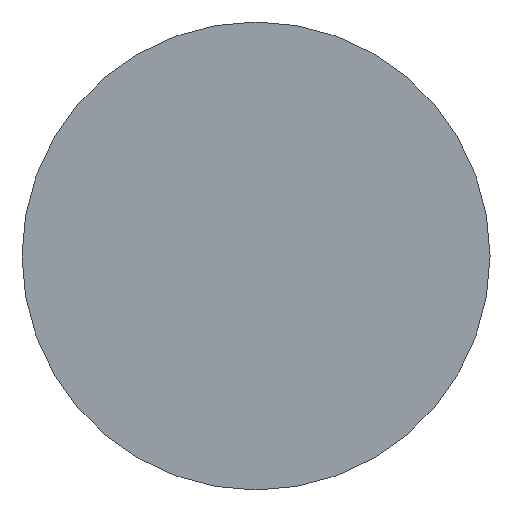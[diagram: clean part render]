
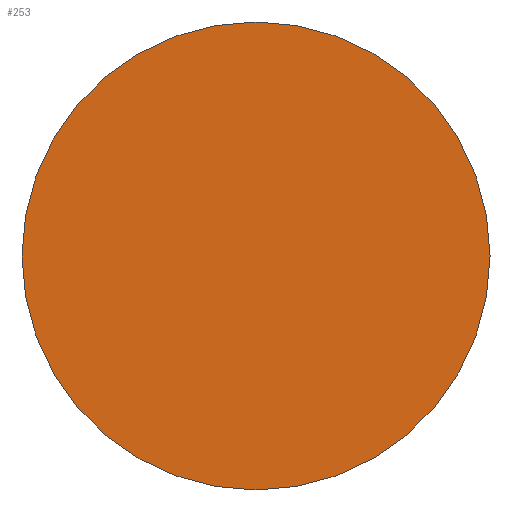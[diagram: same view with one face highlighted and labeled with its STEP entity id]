
A CAD part, front view. The second image highlights one B-rep face of the part: STEP entity #253.
In plain terms, the highlighted planar face has unit normal (0, -1, 0).
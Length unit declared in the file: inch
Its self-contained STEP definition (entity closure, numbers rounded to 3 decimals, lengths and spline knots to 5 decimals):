
#5 = DIRECTION ( 'NONE',  ( 0., -1., 0. ) ) ;
#7 = EDGE_LOOP ( 'NONE', ( #218, #278 ) ) ;
#50 = AXIS2_PLACEMENT_3D ( 'NONE', #406, #330, #426 ) ;
#63 = CARTESIAN_POINT ( 'NONE',  ( 0., 0., -0.5 ) ) ;
#80 = DIRECTION ( 'NONE',  ( 0., 0., -1. ) ) ;
#96 = DIRECTION ( 'NONE',  ( 0., 0., -1. ) ) ;
#117 = VERTEX_POINT ( 'NONE', #63 ) ;
#183 = VERTEX_POINT ( 'NONE', #322 ) ;
#191 = CIRCLE ( 'NONE', #411, 0.5 ) ;
#209 = EDGE_CURVE ( 'NONE', #183, #117, #357, .T. ) ;
#218 = ORIENTED_EDGE ( 'NONE', *, *, #289, .T. ) ;
#249 = CARTESIAN_POINT ( 'NONE',  ( 0., 0., 0. ) ) ;
#253 = ADVANCED_FACE ( 'NONE', ( #297 ), #292, .T. ) ;
#256 = DIRECTION ( 'NONE',  ( 0., -1., 0. ) ) ;
#258 = CARTESIAN_POINT ( 'NONE',  ( 0., 0., 0. ) ) ;
#278 = ORIENTED_EDGE ( 'NONE', *, *, #209, .T. ) ;
#289 = EDGE_CURVE ( 'NONE', #117, #183, #191, .T. ) ;
#292 = PLANE ( 'NONE',  #50 ) ;
#297 = FACE_OUTER_BOUND ( 'NONE', #7, .T. ) ;
#300 = AXIS2_PLACEMENT_3D ( 'NONE', #249, #5, #96 ) ;
#322 = CARTESIAN_POINT ( 'NONE',  ( 0., 0., 0.5 ) ) ;
#330 = DIRECTION ( 'NONE',  ( 0., -1., 0. ) ) ;
#357 = CIRCLE ( 'NONE', #300, 0.5 ) ;
#406 = CARTESIAN_POINT ( 'NONE',  ( 0., 0., 0. ) ) ;
#411 = AXIS2_PLACEMENT_3D ( 'NONE', #258, #256, #80 ) ;
#426 = DIRECTION ( 'NONE',  ( 0., 0., -1. ) ) ;
